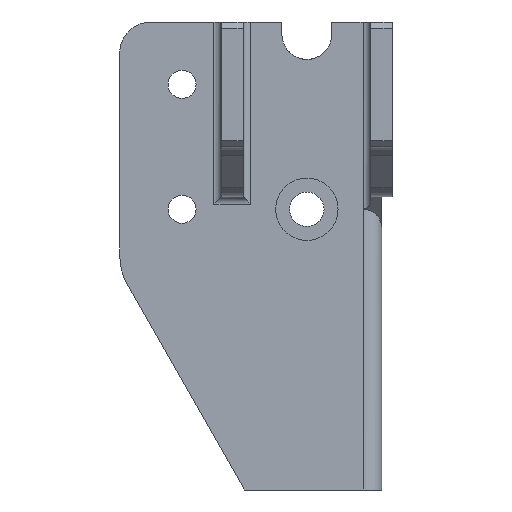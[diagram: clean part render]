
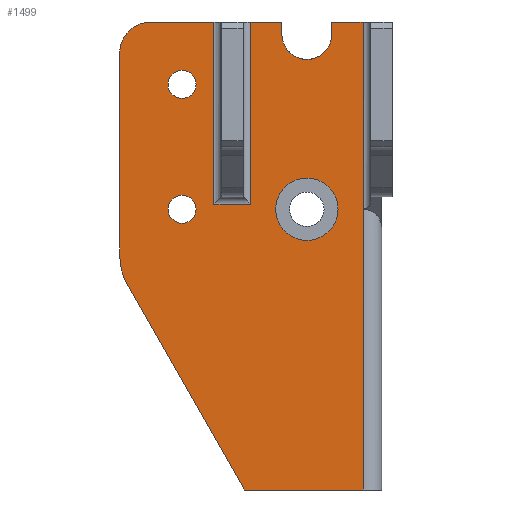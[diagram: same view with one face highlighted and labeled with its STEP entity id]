
A CAD part, left-side view. The second image highlights one B-rep face of the part: STEP entity #1499.
In plain terms, the highlighted planar face has unit normal (-1, 0, 0).
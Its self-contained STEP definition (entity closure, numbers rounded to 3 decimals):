
#68=FACE_BOUND('',#258,.T.);
#69=FACE_BOUND('',#259,.T.);
#70=FACE_BOUND('',#260,.T.);
#111=CIRCLE('',#1614,5.);
#112=CIRCLE('',#1615,10.);
#113=CIRCLE('',#1616,4.);
#114=CIRCLE('',#1617,2.25);
#115=CIRCLE('',#1618,2.25);
#116=CIRCLE('',#1619,5.);
#170=FACE_OUTER_BOUND('',#257,.T.);
#257=EDGE_LOOP('',(#1091,#1092,#1093,#1094,#1095,#1096,#1097,#1098,#1099,
#1100,#1101,#1102,#1103,#1104,#1105,#1106));
#258=EDGE_LOOP('',(#1107));
#259=EDGE_LOOP('',(#1108));
#260=EDGE_LOOP('',(#1109));
#383=LINE('',#2282,#532);
#386=LINE('',#2290,#535);
#388=LINE('',#2299,#537);
#389=LINE('',#2302,#538);
#395=LINE('',#2318,#544);
#396=LINE('',#2322,#545);
#397=LINE('',#2325,#546);
#398=LINE('',#2327,#547);
#399=LINE('',#2329,#548);
#400=LINE('',#2331,#549);
#401=LINE('',#2335,#550);
#402=LINE('',#2337,#551);
#403=LINE('',#2338,#552);
#532=VECTOR('',#1816,10.);
#535=VECTOR('',#1825,10.);
#537=VECTOR('',#1833,10.);
#538=VECTOR('',#1836,10.);
#544=VECTOR('',#1848,10.);
#545=VECTOR('',#1851,10.);
#546=VECTOR('',#1854,10.);
#547=VECTOR('',#1855,10.);
#548=VECTOR('',#1856,10.);
#549=VECTOR('',#1857,10.);
#550=VECTOR('',#1860,10.);
#551=VECTOR('',#1861,10.);
#552=VECTOR('',#1862,10.);
#688=VERTEX_POINT('',#2276);
#690=VERTEX_POINT('',#2280);
#692=VERTEX_POINT('',#2288);
#693=VERTEX_POINT('',#2292);
#696=VERTEX_POINT('',#2297);
#697=VERTEX_POINT('',#2301);
#704=VERTEX_POINT('',#2317);
#705=VERTEX_POINT('',#2319);
#706=VERTEX_POINT('',#2321);
#707=VERTEX_POINT('',#2323);
#708=VERTEX_POINT('',#2326);
#709=VERTEX_POINT('',#2328);
#710=VERTEX_POINT('',#2330);
#711=VERTEX_POINT('',#2332);
#712=VERTEX_POINT('',#2334);
#713=VERTEX_POINT('',#2336);
#714=VERTEX_POINT('',#2339);
#715=VERTEX_POINT('',#2341);
#716=VERTEX_POINT('',#2343);
#841=EDGE_CURVE('',#690,#688,#383,.T.);
#845=EDGE_CURVE('',#692,#690,#386,.T.);
#849=EDGE_CURVE('',#696,#693,#388,.T.);
#850=EDGE_CURVE('',#693,#697,#389,.T.);
#858=EDGE_CURVE('',#704,#692,#395,.T.);
#859=EDGE_CURVE('',#705,#704,#111,.T.);
#860=EDGE_CURVE('',#706,#705,#396,.T.);
#861=EDGE_CURVE('',#707,#706,#112,.T.);
#862=EDGE_CURVE('',#707,#697,#397,.T.);
#863=EDGE_CURVE('',#708,#696,#398,.T.);
#864=EDGE_CURVE('',#709,#708,#399,.T.);
#865=EDGE_CURVE('',#709,#710,#400,.T.);
#866=EDGE_CURVE('',#710,#711,#113,.T.);
#867=EDGE_CURVE('',#711,#712,#401,.T.);
#868=EDGE_CURVE('',#713,#712,#402,.T.);
#869=EDGE_CURVE('',#688,#713,#403,.T.);
#870=EDGE_CURVE('',#714,#714,#114,.T.);
#871=EDGE_CURVE('',#715,#715,#115,.T.);
#872=EDGE_CURVE('',#716,#716,#116,.T.);
#1091=ORIENTED_EDGE('',*,*,#845,.F.);
#1092=ORIENTED_EDGE('',*,*,#858,.F.);
#1093=ORIENTED_EDGE('',*,*,#859,.F.);
#1094=ORIENTED_EDGE('',*,*,#860,.F.);
#1095=ORIENTED_EDGE('',*,*,#861,.F.);
#1096=ORIENTED_EDGE('',*,*,#862,.T.);
#1097=ORIENTED_EDGE('',*,*,#850,.F.);
#1098=ORIENTED_EDGE('',*,*,#849,.F.);
#1099=ORIENTED_EDGE('',*,*,#863,.F.);
#1100=ORIENTED_EDGE('',*,*,#864,.F.);
#1101=ORIENTED_EDGE('',*,*,#865,.T.);
#1102=ORIENTED_EDGE('',*,*,#866,.T.);
#1103=ORIENTED_EDGE('',*,*,#867,.T.);
#1104=ORIENTED_EDGE('',*,*,#868,.F.);
#1105=ORIENTED_EDGE('',*,*,#869,.F.);
#1106=ORIENTED_EDGE('',*,*,#841,.F.);
#1107=ORIENTED_EDGE('',*,*,#870,.T.);
#1108=ORIENTED_EDGE('',*,*,#871,.T.);
#1109=ORIENTED_EDGE('',*,*,#872,.T.);
#1453=PLANE('',#1613);
#1499=ADVANCED_FACE('',(#170,#68,#69,#70),#1453,.T.);
#1613=AXIS2_PLACEMENT_3D('',#2316,#1846,#1847);
#1614=AXIS2_PLACEMENT_3D('',#2320,#1849,#1850);
#1615=AXIS2_PLACEMENT_3D('',#2324,#1852,#1853);
#1616=AXIS2_PLACEMENT_3D('',#2333,#1858,#1859);
#1617=AXIS2_PLACEMENT_3D('',#2340,#1863,#1864);
#1618=AXIS2_PLACEMENT_3D('',#2342,#1865,#1866);
#1619=AXIS2_PLACEMENT_3D('',#2344,#1867,#1868);
#1816=DIRECTION('',(0.,-1.,0.));
#1825=DIRECTION('',(0.,0.,-1.));
#1833=DIRECTION('',(0.,0.,-1.));
#1836=DIRECTION('',(0.,1.,0.));
#1846=DIRECTION('center_axis',(-1.,0.,0.));
#1847=DIRECTION('ref_axis',(0.,-1.,0.));
#1848=DIRECTION('',(0.,-1.,0.));
#1849=DIRECTION('center_axis',(1.,0.,0.));
#1850=DIRECTION('ref_axis',(0.,0.707,0.707));
#1851=DIRECTION('',(0.,0.,1.));
#1852=DIRECTION('center_axis',(1.,0.,0.));
#1853=DIRECTION('ref_axis',(0.,0.966,-0.257));
#1854=DIRECTION('',(0.,-0.496,-0.868));
#1855=DIRECTION('',(0.,0.,-1.));
#1856=DIRECTION('',(0.,-1.,0.));
#1857=DIRECTION('',(0.,0.,-1.));
#1858=DIRECTION('center_axis',(1.,0.,0.));
#1859=DIRECTION('ref_axis',(0.,-1.,0.));
#1860=DIRECTION('',(0.,0.,1.));
#1861=DIRECTION('',(0.,-1.,0.));
#1862=DIRECTION('',(0.,0.,1.));
#1863=DIRECTION('center_axis',(1.,0.,0.));
#1864=DIRECTION('ref_axis',(0.,-1.,0.));
#1865=DIRECTION('center_axis',(1.,0.,0.));
#1866=DIRECTION('ref_axis',(0.,-1.,0.));
#1867=DIRECTION('center_axis',(1.,0.,0.));
#1868=DIRECTION('ref_axis',(0.,-1.,0.));
#2276=CARTESIAN_POINT('',(0.,21.,45.8));
#2280=CARTESIAN_POINT('',(0.,26.9,45.8));
#2282=CARTESIAN_POINT('',(0.,33.85,45.8));
#2288=CARTESIAN_POINT('',(0.,26.9,75.));
#2290=CARTESIAN_POINT('',(0.,26.9,37.5));
#2292=CARTESIAN_POINT('',(0.,3.,0.));
#2297=CARTESIAN_POINT('',(0.,3.,45.));
#2299=CARTESIAN_POINT('',(0.,3.,0.));
#2301=CARTESIAN_POINT('',(0.,22.,0.));
#2302=CARTESIAN_POINT('',(0.,0.,0.));
#2316=CARTESIAN_POINT('Origin',(0.,42.,0.));
#2317=CARTESIAN_POINT('',(0.,37.,75.));
#2318=CARTESIAN_POINT('',(0.,0.,75.));
#2319=CARTESIAN_POINT('',(0.,42.,70.));
#2320=CARTESIAN_POINT('Origin',(0.,37.,70.));
#2321=CARTESIAN_POINT('',(0.,42.,37.656));
#2322=CARTESIAN_POINT('',(0.,42.,0.));
#2323=CARTESIAN_POINT('',(0.,40.682,32.694));
#2324=CARTESIAN_POINT('Origin',(0.,32.,37.656));
#2325=CARTESIAN_POINT('',(0.,24.462,4.308));
#2326=CARTESIAN_POINT('',(0.,3.,75.));
#2327=CARTESIAN_POINT('',(0.,3.,37.5));
#2328=CARTESIAN_POINT('',(0.,8.,75.));
#2329=CARTESIAN_POINT('',(0.,0.,75.));
#2330=CARTESIAN_POINT('',(0.,8.,73.));
#2331=CARTESIAN_POINT('',(0.,8.,37.5));
#2332=CARTESIAN_POINT('',(0.,16.,73.));
#2333=CARTESIAN_POINT('Origin',(0.,12.,73.));
#2334=CARTESIAN_POINT('',(0.,16.,75.));
#2335=CARTESIAN_POINT('',(0.,16.,36.5));
#2336=CARTESIAN_POINT('',(0.,21.,75.));
#2337=CARTESIAN_POINT('',(0.,0.,75.));
#2338=CARTESIAN_POINT('',(0.,21.,23.5));
#2339=CARTESIAN_POINT('',(0.,34.25,45.));
#2340=CARTESIAN_POINT('Origin',(0.,32.,45.));
#2341=CARTESIAN_POINT('',(0.,34.25,65.));
#2342=CARTESIAN_POINT('Origin',(0.,32.,65.));
#2343=CARTESIAN_POINT('',(0.,17.,45.));
#2344=CARTESIAN_POINT('Origin',(0.,12.,45.));
